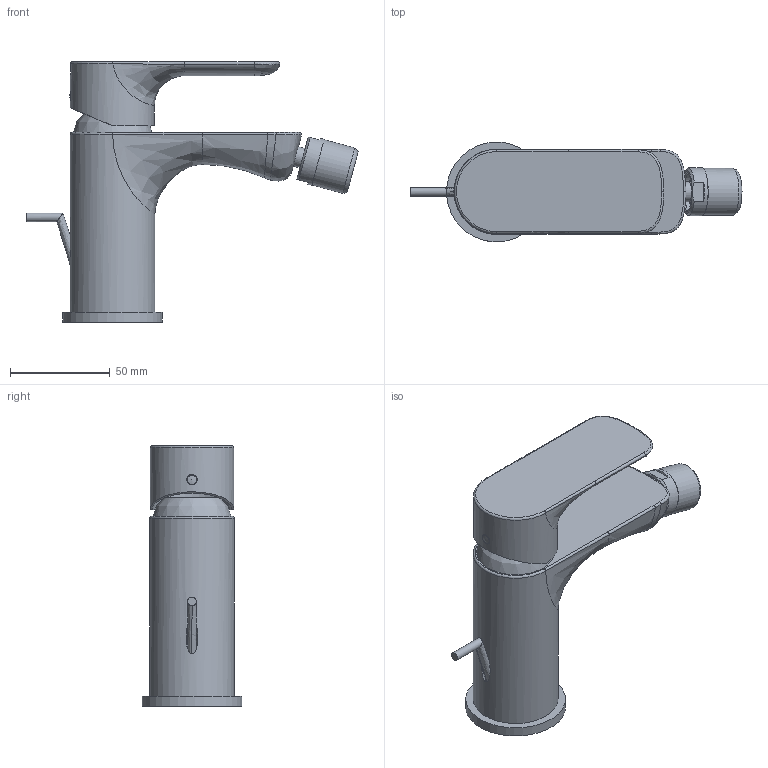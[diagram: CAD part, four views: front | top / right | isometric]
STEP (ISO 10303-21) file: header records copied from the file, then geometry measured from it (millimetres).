
FILE_DESCRIPTION(/* description */ (''),/* implementation_level */ '2;1');
FILE_NAME(/* name */ '3D_TVB104201110_O.step',/* time_stamp */ '2023-01-11T16:51:38+01:00',/* author */ (''),/* organization */ (''),/* preprocessor_version */ 'ST-DEVELOPER v19.2',/* originating_system */ 'Autodesk Translation Framework v11.17.0.187',/* authorisation */ '');
FILE_SCHEMA (('AUTOMOTIVE_DESIGN { 1 0 10303 214 3 1 1 }'));
Length unit declared in the file: millimetre
Products named in the file (14): (Nicht gespeichert); 3D_TVB104201110_O.Novo; Komponente8; Komponente9; Komponente10; Komponente11; Komponente13; Komponente16; Komponente21; Komponente25; Komponente29; Komponente31; Komponente32; Komponente13 (1)
Assembly tree (13 placements, depth 4):
  (Nicht gespeichert)
    3D_TVB104201110_O.Novo
      Komponente8
      Komponente9
      Komponente10
      Komponente11
      Komponente13
      Komponente16
      Komponente21
      Komponente25
        Komponente29
      Komponente31
      Komponente32
      Komponente13 (1)
Bounding box: 166.17 x 49.9 x 130.4 mm (x, y, z)
Volume: 194298.7 mm3; surface area: 54376.9 mm2
Topology: 8 solids, 10 shells, 157 faces, 383 edges, 249 vertices
Faces by surface type: plane 52, cylinder 36, bspline 35, torus 17, cone 15, sphere 2
Full cylindrical faces by diameter (mm): 4.3 x1, 4.7 x1, 5.1 x1, 5.2 x1, 6 x1, 8 x1, 10 x1, 15 x1, 16.2 x1, 17.4 x1, 18 x1, 18.9 x1, 19 x1, 19.5 x1, 20 x2, 20.6 x1, 23.5 x1, 24 x1, 28 x1, 37 x1, 38.5 x1, 39 x1, 42 x1, 42.5 x1, 50 x1
Entity records: 13002 total; most frequent: CARTESIAN_POINT 9031, DIRECTION 771, ORIENTED_EDGE 756, EDGE_CURVE 381, AXIS2_PLACEMENT_3D 335, VERTEX_POINT 249, EDGE_LOOP 179, CIRCLE 176
